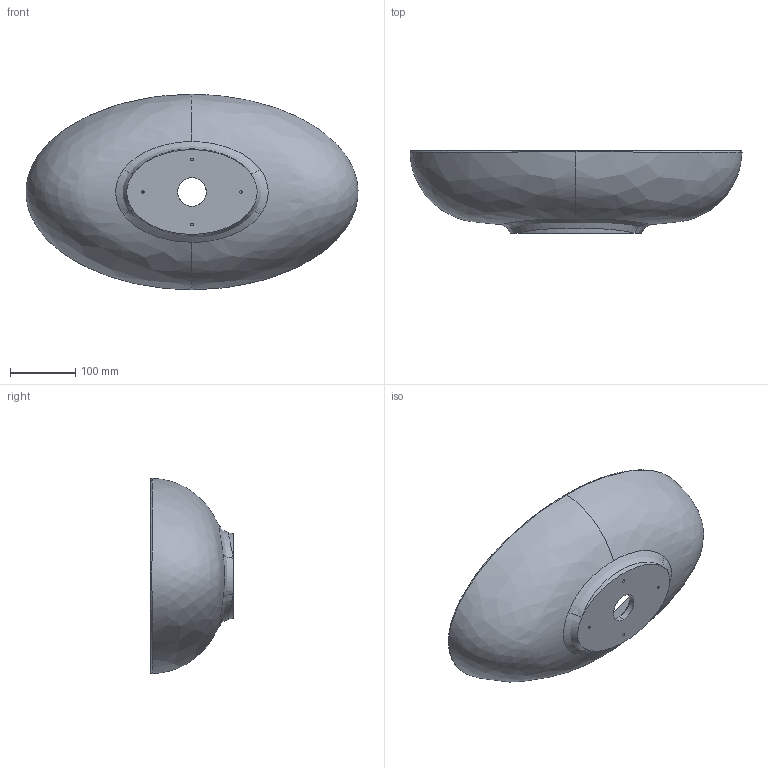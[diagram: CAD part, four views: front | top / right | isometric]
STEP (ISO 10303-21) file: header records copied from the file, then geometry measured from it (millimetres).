
FILE_DESCRIPTION (( 'STEP AP203' ), '1' );
FILE_NAME ('6229130510.step', '2020-12-18T12:32:36', ( 'admin' ), ( '' ), 'SwSTEP 2.0', 'SolidWorks 2019', '' );
FILE_SCHEMA (( 'CONFIG_CONTROL_DESIGN' ));
Length unit declared in the file: millimetre
Products named in the file (1): 6229130510
Bounding box: 509.85 x 127 x 299.96 mm (x, y, z)
Volume: 2527936.2 mm3; surface area: 379724.6 mm2
Topology: 1 solids, 1 shells, 34 faces, 79 edges, 51 vertices
Faces by surface type: bspline 18, cylinder 10, plane 6
Entity records: 21186 total; most frequent: CARTESIAN_POINT 20445, ORIENTED_EDGE 158, DIRECTION 100, EDGE_CURVE 79, VERTEX_POINT 51, AXIS2_PLACEMENT_3D 45, B_SPLINE_CURVE_WITH_KNOTS 41, EDGE_LOOP 40
